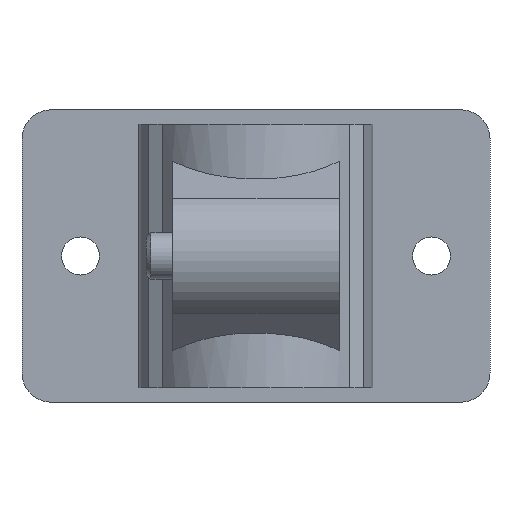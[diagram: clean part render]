
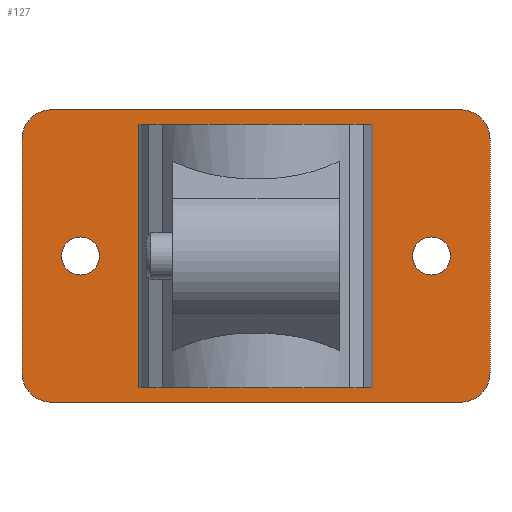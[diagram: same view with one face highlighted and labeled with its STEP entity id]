
A CAD part, left-side view. The second image highlights one B-rep face of the part: STEP entity #127.
In plain terms, the highlighted planar face has unit normal (-1, 0, 0).
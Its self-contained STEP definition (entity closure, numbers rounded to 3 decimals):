
#127 = ADVANCED_FACE( '', ( #339, #340, #341, #342 ), #343, .F. );
#339 = FACE_BOUND( '', #659, .T. );
#340 = FACE_BOUND( '', #660, .T. );
#341 = FACE_BOUND( '', #661, .T. );
#342 = FACE_OUTER_BOUND( '', #662, .T. );
#343 = PLANE( '', #663 );
#659 = EDGE_LOOP( '', ( #997 ) );
#660 = EDGE_LOOP( '', ( #998 ) );
#661 = EDGE_LOOP( '', ( #999, #1000, #1001, #1002 ) );
#662 = EDGE_LOOP( '', ( #1003, #1004, #1005, #1006, #1007, #1008, #1009, #1010 ) );
#663 = AXIS2_PLACEMENT_3D( '', #1011, #1012, #1013 );
#997 = ORIENTED_EDGE( '', *, *, #1821, .T. );
#998 = ORIENTED_EDGE( '', *, *, #1822, .T. );
#999 = ORIENTED_EDGE( '', *, *, #1823, .F. );
#1000 = ORIENTED_EDGE( '', *, *, #1824, .T. );
#1001 = ORIENTED_EDGE( '', *, *, #1825, .T. );
#1002 = ORIENTED_EDGE( '', *, *, #1826, .T. );
#1003 = ORIENTED_EDGE( '', *, *, #1827, .F. );
#1004 = ORIENTED_EDGE( '', *, *, #1828, .F. );
#1005 = ORIENTED_EDGE( '', *, *, #1829, .F. );
#1006 = ORIENTED_EDGE( '', *, *, #1830, .F. );
#1007 = ORIENTED_EDGE( '', *, *, #1831, .F. );
#1008 = ORIENTED_EDGE( '', *, *, #1832, .F. );
#1009 = ORIENTED_EDGE( '', *, *, #1833, .F. );
#1010 = ORIENTED_EDGE( '', *, *, #1834, .F. );
#1011 = CARTESIAN_POINT( '', ( 21.99, 35., 42.5 ) );
#1012 = DIRECTION( '', ( 1., 0., 0. ) );
#1013 = DIRECTION( '', ( 0., 0., -1. ) );
#1821 = EDGE_CURVE( '', #2165, #2165, #2166, .T. );
#1822 = EDGE_CURVE( '', #2167, #2167, #2168, .T. );
#1823 = EDGE_CURVE( '', #2169, #2170, #2171, .T. );
#1824 = EDGE_CURVE( '', #2169, #2172, #2173, .T. );
#1825 = EDGE_CURVE( '', #2172, #2174, #2175, .T. );
#1826 = EDGE_CURVE( '', #2174, #2170, #2176, .T. );
#1827 = EDGE_CURVE( '', #2177, #2178, #2179, .T. );
#1828 = EDGE_CURVE( '', #2180, #2177, #2181, .T. );
#1829 = EDGE_CURVE( '', #2182, #2180, #2183, .T. );
#1830 = EDGE_CURVE( '', #2184, #2182, #2185, .T. );
#1831 = EDGE_CURVE( '', #2186, #2184, #2187, .T. );
#1832 = EDGE_CURVE( '', #2188, #2186, #2189, .T. );
#1833 = EDGE_CURVE( '', #2190, #2188, #2191, .T. );
#1834 = EDGE_CURVE( '', #2178, #2190, #2192, .T. );
#2165 = VERTEX_POINT( '', #2671 );
#2166 = CIRCLE( '', #2672, 3.25 );
#2167 = VERTEX_POINT( '', #2673 );
#2168 = CIRCLE( '', #2674, 3.25 );
#2169 = VERTEX_POINT( '', #2675 );
#2170 = VERTEX_POINT( '', #2676 );
#2171 = LINE( '', #2677, #2678 );
#2172 = VERTEX_POINT( '', #2679 );
#2173 = LINE( '', #2680, #2681 );
#2174 = VERTEX_POINT( '', #2682 );
#2175 = LINE( '', #2683, #2684 );
#2176 = LINE( '', #2685, #2686 );
#2177 = VERTEX_POINT( '', #2687 );
#2178 = VERTEX_POINT( '', #2688 );
#2179 = CIRCLE( '', #2689, 5. );
#2180 = VERTEX_POINT( '', #2690 );
#2181 = LINE( '', #2691, #2692 );
#2182 = VERTEX_POINT( '', #2693 );
#2183 = CIRCLE( '', #2694, 5. );
#2184 = VERTEX_POINT( '', #2695 );
#2185 = LINE( '', #2696, #2697 );
#2186 = VERTEX_POINT( '', #2698 );
#2187 = CIRCLE( '', #2699, 5. );
#2188 = VERTEX_POINT( '', #2700 );
#2189 = LINE( '', #2701, #2702 );
#2190 = VERTEX_POINT( '', #2703 );
#2191 = CIRCLE( '', #2704, 5. );
#2192 = LINE( '', #2705, #2706 );
#2671 = CARTESIAN_POINT( '', ( 21.99, -30., 19.25 ) );
#2672 = AXIS2_PLACEMENT_3D( '', #3323, #3324, #3325 );
#2673 = CARTESIAN_POINT( '', ( 21.99, 30., 19.25 ) );
#2674 = AXIS2_PLACEMENT_3D( '', #3326, #3327, #3328 );
#2675 = CARTESIAN_POINT( '', ( 21.99, -14.998, 45. ) );
#2676 = CARTESIAN_POINT( '', ( 21.99, 14.998, 45. ) );
#2677 = CARTESIAN_POINT( '', ( 21.99, 0., 45. ) );
#2678 = VECTOR( '', #3329, 1000. );
#2679 = CARTESIAN_POINT( '', ( 21.99, -14.998, 0. ) );
#2680 = CARTESIAN_POINT( '', ( 21.99, -14.998, 45. ) );
#2681 = VECTOR( '', #3330, 1000. );
#2682 = CARTESIAN_POINT( '', ( 21.99, 14.998, 0. ) );
#2683 = CARTESIAN_POINT( '', ( 21.99, 0., 0. ) );
#2684 = VECTOR( '', #3331, 1000. );
#2685 = CARTESIAN_POINT( '', ( 21.99, 14.998, 45. ) );
#2686 = VECTOR( '', #3332, 1000. );
#2687 = CARTESIAN_POINT( '', ( 21.99, 40., 42.5 ) );
#2688 = CARTESIAN_POINT( '', ( 21.99, 35., 47.5 ) );
#2689 = AXIS2_PLACEMENT_3D( '', #3333, #3334, #3335 );
#2690 = CARTESIAN_POINT( '', ( 21.99, 40., 2.5 ) );
#2691 = CARTESIAN_POINT( '', ( 21.99, 40., 2.5 ) );
#2692 = VECTOR( '', #3336, 1000. );
#2693 = CARTESIAN_POINT( '', ( 21.99, 35., -2.5 ) );
#2694 = AXIS2_PLACEMENT_3D( '', #3337, #3338, #3339 );
#2695 = CARTESIAN_POINT( '', ( 21.99, -35., -2.5 ) );
#2696 = CARTESIAN_POINT( '', ( 21.99, -35., -2.5 ) );
#2697 = VECTOR( '', #3340, 1000. );
#2698 = CARTESIAN_POINT( '', ( 21.99, -40., 2.5 ) );
#2699 = AXIS2_PLACEMENT_3D( '', #3341, #3342, #3343 );
#2700 = CARTESIAN_POINT( '', ( 21.99, -40., 42.5 ) );
#2701 = CARTESIAN_POINT( '', ( 21.99, -40., 42.5 ) );
#2702 = VECTOR( '', #3344, 1000. );
#2703 = CARTESIAN_POINT( '', ( 21.99, -35., 47.5 ) );
#2704 = AXIS2_PLACEMENT_3D( '', #3345, #3346, #3347 );
#2705 = CARTESIAN_POINT( '', ( 21.99, 35., 47.5 ) );
#2706 = VECTOR( '', #3348, 1000. );
#3323 = CARTESIAN_POINT( '', ( 21.99, -30., 22.5 ) );
#3324 = DIRECTION( '', ( 1., 0., 0. ) );
#3325 = DIRECTION( '', ( 0., 0., -1. ) );
#3326 = CARTESIAN_POINT( '', ( 21.99, 30., 22.5 ) );
#3327 = DIRECTION( '', ( 1., 0., 0. ) );
#3328 = DIRECTION( '', ( 0., 0., -1. ) );
#3329 = DIRECTION( '', ( 0., 1., 0. ) );
#3330 = DIRECTION( '', ( 0., 0., -1. ) );
#3331 = DIRECTION( '', ( 0., 1., 0. ) );
#3332 = DIRECTION( '', ( 0., 0., 1. ) );
#3333 = CARTESIAN_POINT( '', ( 21.99, 35., 42.5 ) );
#3334 = DIRECTION( '', ( 1., 0., 0. ) );
#3335 = DIRECTION( '', ( 0., 0., -1. ) );
#3336 = DIRECTION( '', ( 0., 0., 1. ) );
#3337 = CARTESIAN_POINT( '', ( 21.99, 35., 2.5 ) );
#3338 = DIRECTION( '', ( 1., 0., 0. ) );
#3339 = DIRECTION( '', ( 0., 0., -1. ) );
#3340 = DIRECTION( '', ( 0., 1., 0. ) );
#3341 = CARTESIAN_POINT( '', ( 21.99, -35., 2.5 ) );
#3342 = DIRECTION( '', ( 1., 0., 0. ) );
#3343 = DIRECTION( '', ( 0., 0., -1. ) );
#3344 = DIRECTION( '', ( 0., 0., -1. ) );
#3345 = CARTESIAN_POINT( '', ( 21.99, -35., 42.5 ) );
#3346 = DIRECTION( '', ( 1., 0., 0. ) );
#3347 = DIRECTION( '', ( 0., 0., -1. ) );
#3348 = DIRECTION( '', ( 0., -1., 0. ) );
